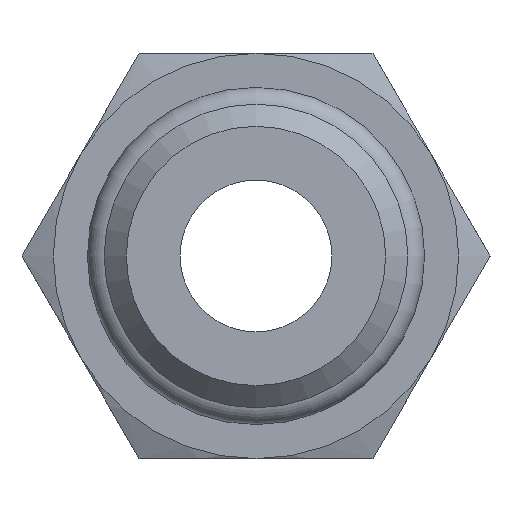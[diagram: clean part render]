
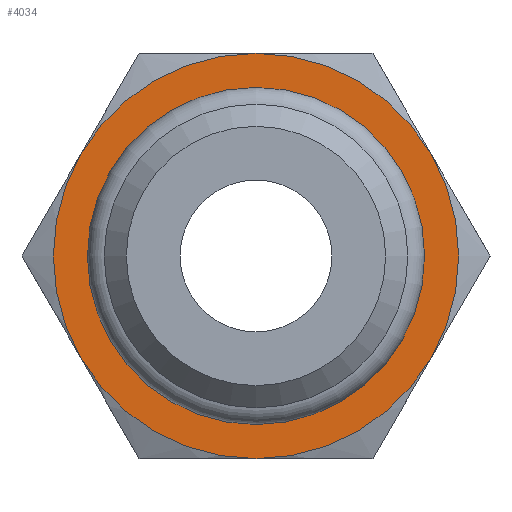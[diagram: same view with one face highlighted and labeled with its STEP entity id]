
A CAD part, left-side view. The second image highlights one B-rep face of the part: STEP entity #4034.
In plain terms, the highlighted planar face has unit normal (-1, 0, 0).
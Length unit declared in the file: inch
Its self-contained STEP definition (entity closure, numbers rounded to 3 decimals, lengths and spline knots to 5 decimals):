
#2989=CARTESIAN_POINT('',(-1.39,0.,0.375));
#2990=VERTEX_POINT('',#2989);
#3441=CARTESIAN_POINT('',(-1.39,0.,0.242));
#3442=VERTEX_POINT('',#3441);
#3443=CARTESIAN_POINT('',(-1.39,0.,0.));
#3444=DIRECTION('',(-1.0,0.0,0.0));
#3445=DIRECTION('',(0.0,0.0,-1.0));
#3446=AXIS2_PLACEMENT_3D('',#3443,#3444,#3445);
#3447=CIRCLE('',#3446,0.242);
#3448=EDGE_CURVE('',#3442,#3442,#3447,.T.);
#3685=CARTESIAN_POINT('',(-1.39,0.32476,0.1875));
#3686=VERTEX_POINT('',#3685);
#3700=CARTESIAN_POINT('',(-1.39,0.0,0.0));
#3701=DIRECTION('',(-1.0,0.0,0.0));
#3702=DIRECTION('',(0.0,1.0,0.0));
#3703=AXIS2_PLACEMENT_3D('',#3700,#3701,#3702);
#3704=CIRCLE('',#3703,0.375);
#3705=EDGE_CURVE('',#2990,#3686,#3704,.T.);
#3715=CARTESIAN_POINT('',(-1.39,-0.32476,0.1875));
#3716=VERTEX_POINT('',#3715);
#3731=CARTESIAN_POINT('',(-1.39,0.0,0.0));
#3732=DIRECTION('',(-1.0,0.0,0.0));
#3733=DIRECTION('',(0.0,1.0,0.0));
#3734=AXIS2_PLACEMENT_3D('',#3731,#3732,#3733);
#3735=CIRCLE('',#3734,0.375);
#3736=EDGE_CURVE('',#3716,#2990,#3735,.T.);
#3748=CARTESIAN_POINT('',(-1.39,-0.32476,-0.1875));
#3749=VERTEX_POINT('',#3748);
#3776=CARTESIAN_POINT('',(-1.39,0.0,0.0));
#3777=DIRECTION('',(-1.0,0.0,0.0));
#3778=DIRECTION('',(0.0,1.0,0.0));
#3779=AXIS2_PLACEMENT_3D('',#3776,#3777,#3778);
#3780=CIRCLE('',#3779,0.375);
#3781=EDGE_CURVE('',#3749,#3716,#3780,.T.);
#3806=CARTESIAN_POINT('',(-1.39,0.0,-0.375));
#3807=VERTEX_POINT('',#3806);
#3808=CARTESIAN_POINT('',(-1.39,0.0,0.0));
#3809=DIRECTION('',(-1.0,0.0,0.0));
#3810=DIRECTION('',(0.0,1.0,0.0));
#3811=AXIS2_PLACEMENT_3D('',#3808,#3809,#3810);
#3812=CIRCLE('',#3811,0.375);
#3813=EDGE_CURVE('',#3807,#3749,#3812,.T.);
#3851=CARTESIAN_POINT('',(-1.39,0.32476,-0.1875));
#3852=VERTEX_POINT('',#3851);
#3853=CARTESIAN_POINT('',(-1.39,0.0,0.0));
#3854=DIRECTION('',(-1.0,0.0,0.0));
#3855=DIRECTION('',(0.0,1.0,0.0));
#3856=AXIS2_PLACEMENT_3D('',#3853,#3854,#3855);
#3857=CIRCLE('',#3856,0.375);
#3858=EDGE_CURVE('',#3852,#3807,#3857,.T.);
#3896=CARTESIAN_POINT('',(-1.39,0.0,0.0));
#3897=DIRECTION('',(-1.0,0.0,0.0));
#3898=DIRECTION('',(0.0,1.0,0.0));
#3899=AXIS2_PLACEMENT_3D('',#3896,#3897,#3898);
#3900=CIRCLE('',#3899,0.375);
#3901=EDGE_CURVE('',#3686,#3852,#3900,.T.);
#4018=CARTESIAN_POINT('',(-1.39,0.,0.));
#4019=DIRECTION('',(1.0,0.0,0.0));
#4020=DIRECTION('',(0.0,0.0,-1.0));
#4021=AXIS2_PLACEMENT_3D('',#4018,#4019,#4020);
#4022=PLANE('',#4021);
#4023=ORIENTED_EDGE('',*,*,#3901,.T.);
#4024=ORIENTED_EDGE('',*,*,#3858,.T.);
#4025=ORIENTED_EDGE('',*,*,#3813,.T.);
#4026=ORIENTED_EDGE('',*,*,#3781,.T.);
#4027=ORIENTED_EDGE('',*,*,#3736,.T.);
#4028=ORIENTED_EDGE('',*,*,#3705,.T.);
#4029=EDGE_LOOP('',(#4023,#4024,#4025,#4026,#4027,#4028));
#4030=FACE_OUTER_BOUND('',#4029,.T.);
#4031=ORIENTED_EDGE('',*,*,#3448,.F.);
#4032=EDGE_LOOP('',(#4031));
#4033=FACE_BOUND('',#4032,.T.);
#4034=ADVANCED_FACE('',(#4030,#4033),#4022,.F.);
